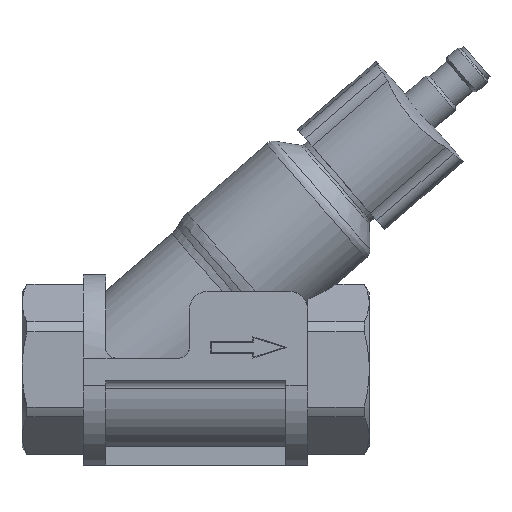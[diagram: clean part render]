
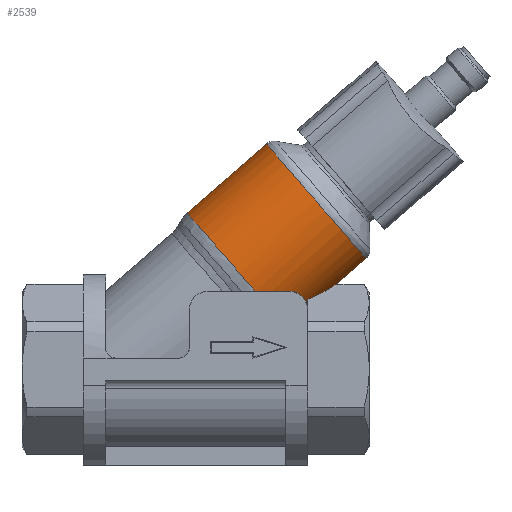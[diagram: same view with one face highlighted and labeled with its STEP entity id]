
A CAD part, top view. The second image highlights one B-rep face of the part: STEP entity #2539.
In plain terms, the highlighted cylindrical face has radius 20 mm (diameter 40 mm), a partial arc.
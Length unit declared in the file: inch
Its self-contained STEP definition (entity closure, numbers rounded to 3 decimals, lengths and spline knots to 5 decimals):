
#28 = CARTESIAN_POINT ( 'NONE',  ( 4.76295, 2.19012, 0. ) ) ;
#54 = EDGE_CURVE ( 'NONE', #3278, #3089, #4368, .T. ) ;
#56 = CARTESIAN_POINT ( 'NONE',  ( 3.18238, 0.82877, 0.15508 ) ) ;
#76 = CARTESIAN_POINT ( 'NONE',  ( 3.72978, 3.37864, 0. ) ) ;
#109 = CARTESIAN_POINT ( 'NONE',  ( 2.81475, 0.80567, 0.55955 ) ) ;
#214 = CARTESIAN_POINT ( 'NONE',  ( 2.76772, 0.81102, 0.59195 ) ) ;
#224 = EDGE_CURVE ( 'NONE', #850, #3261, #5027, .T. ) ;
#242 =( BOUNDED_CURVE ( )  B_SPLINE_CURVE ( 3, ( #3879, #1124, #2553, #3479 ),
 .UNSPECIFIED., .F., .T. ) 
 B_SPLINE_CURVE_WITH_KNOTS ( ( 4, 4 ),
 ( 5.09129, 5.43243 ),
 .UNSPECIFIED. ) 
 CURVE ( )  GEOMETRIC_REPRESENTATION_ITEM ( )  RATIONAL_B_SPLINE_CURVE ( ( 1., 0.99, 0.99, 1. ) ) 
 REPRESENTATION_ITEM ( '' )  );
#255 = CARTESIAN_POINT ( 'NONE',  ( 2.76772, 0.81102, 0.59195 ) ) ;
#264 = CARTESIAN_POINT ( 'NONE',  ( 1.71257, 1.6251, 0. ) ) ;
#282 = ORIENTED_EDGE ( 'NONE', *, *, #2017, .T. ) ;
#442 = LINE ( 'NONE', #28, #2887 ) ;
#554 = CARTESIAN_POINT ( 'NONE',  ( 2.96418, 0.62647, 0. ) ) ;
#603 = CARTESIAN_POINT ( 'NONE',  ( 2.95842, 0.66395, 0.22418 ) ) ;
#723 = CARTESIAN_POINT ( 'NONE',  ( 2.96457, 0.62681, 0. ) ) ;
#727 = ORIENTED_EDGE ( 'NONE', *, *, #2277, .T. ) ;
#850 = VERTEX_POINT ( 'NONE', #5379 ) ;
#879 = DIRECTION ( 'NONE',  ( -0.755, -0.656, 0. ) ) ;
#974 = EDGE_LOOP ( 'NONE', ( #5000, #2928, #727, #282, #4104, #4917, #3197, #1290, #1007, #4182 ) ) ;
#983 = CARTESIAN_POINT ( 'NONE',  ( 2.79223, 0.80983, 0.57674 ) ) ;
#1007 = ORIENTED_EDGE ( 'NONE', *, *, #2588, .T. ) ;
#1038 = CARTESIAN_POINT ( 'NONE',  ( 2.954, 0.678, 0.26436 ) ) ;
#1124 = CARTESIAN_POINT ( 'NONE',  ( 2.54765, 0.81102, 0.69827 ) ) ;
#1221 = CARTESIAN_POINT ( 'NONE',  ( 3.26253, 0.88583, 0. ) ) ;
#1290 = ORIENTED_EDGE ( 'NONE', *, *, #4413, .F. ) ;
#1397 = CARTESIAN_POINT ( 'NONE',  ( 3.25675, 0.88381, 0.05975 ) ) ;
#1432 = CARTESIAN_POINT ( 'NONE',  ( 2.94564, 0.69863, 0.3173 ) ) ;
#1462 = VERTEX_POINT ( 'NONE', #3428 ) ;
#1480 = LINE ( 'NONE', #76, #5335 ) ;
#1627 = CARTESIAN_POINT ( 'NONE',  ( 2.22915, 1.03084, 0. ) ) ;
#1752 = AXIS2_PLACEMENT_3D ( 'NONE', #1627, #2943, #2049 ) ;
#1864 = DIRECTION ( 'NONE',  ( 0.755, 0.656, 0. ) ) ;
#1899 = CARTESIAN_POINT ( 'NONE',  ( 2.94807, 0.69326, 0.30415 ) ) ;
#1964 = CARTESIAN_POINT ( 'NONE',  ( 4.24637, 2.78438, 0. ) ) ;
#1994 = EDGE_CURVE ( 'NONE', #2360, #850, #442, .T. ) ;
#2010 = CARTESIAN_POINT ( 'NONE',  ( 2.93006, 0.72648, 0.38125 ) ) ;
#2017 = EDGE_CURVE ( 'NONE', #5599, #5239, #3526, .T. ) ;
#2049 = DIRECTION ( 'NONE',  ( -0.656, 0.755, 0. ) ) ;
#2159 = DIRECTION ( 'NONE',  ( 0.755, 0.656, 0. ) ) ;
#2189 = CARTESIAN_POINT ( 'NONE',  ( 4.76295, 2.19012, 0. ) ) ;
#2277 = EDGE_CURVE ( 'NONE', #3089, #5599, #4270, .T. ) ;
#2360 = VERTEX_POINT ( 'NONE', #1221 ) ;
#2377 = CARTESIAN_POINT ( 'NONE',  ( 2.91619, 0.74363, 0.41792 ) ) ;
#2380 = FACE_OUTER_BOUND ( 'NONE', #974, .T. ) ;
#2459 = CARTESIAN_POINT ( 'NONE',  ( 2.95225, 0.68294, 0.27767 ) ) ;
#2499 = CARTESIAN_POINT ( 'NONE',  ( 2.96457, 0.62681, 0.11595 ) ) ;
#2539 = ADVANCED_FACE ( 'NONE', ( #2380 ), #2857, .T. ) ;
#2553 = CARTESIAN_POINT ( 'NONE',  ( 2.66461, 0.81102, 0.65128 ) ) ;
#2588 = EDGE_CURVE ( 'NONE', #3345, #1462, #3560, .T. ) ;
#2715 = DIRECTION ( 'NONE',  ( 0.755, 0.656, 0. ) ) ;
#2798 = CARTESIAN_POINT ( 'NONE',  ( 2.96276, 0.64168, 0.14207 ) ) ;
#2853 = CARTESIAN_POINT ( 'NONE',  ( 2.78034, 0.81102, 0.58469 ) ) ;
#2857 = CYLINDRICAL_SURFACE ( 'NONE', #3370, 0.7874 ) ;
#2887 = VECTOR ( 'NONE', #2715, 39.37008 ) ;
#2911 = CARTESIAN_POINT ( 'NONE',  ( 2.89948, 0.76064, 0.45372 ) ) ;
#2928 = ORIENTED_EDGE ( 'NONE', *, *, #54, .T. ) ;
#2943 = DIRECTION ( 'NONE',  ( 0.755, 0.656, 0. ) ) ;
#3089 = VERTEX_POINT ( 'NONE', #4775 ) ;
#3141 = DIRECTION ( 'NONE',  ( -0.656, 0.755, 0. ) ) ;
#3143 = B_SPLINE_CURVE_WITH_KNOTS ( 'NONE', 3,
 ( #1397, #5492, #5047, #4224 ),
 .UNSPECIFIED., .F., .F.,
 ( 4, 4 ),
 ( 0., 0.00152 ),
 .UNSPECIFIED. ) ;
#3147 = CARTESIAN_POINT ( 'NONE',  ( 3.25675, 0.88381, 0.05975 ) ) ;
#3197 = ORIENTED_EDGE ( 'NONE', *, *, #224, .T. ) ;
#3261 = VERTEX_POINT ( 'NONE', #5567 ) ;
#3271 = CARTESIAN_POINT ( 'NONE',  ( 2.85532, 0.79173, 0.52072 ) ) ;
#3278 = VERTEX_POINT ( 'NONE', #4184 ) ;
#3326 = DIRECTION ( 'NONE',  ( -0.656, 0.755, 0. ) ) ;
#3345 = VERTEX_POINT ( 'NONE', #264 ) ;
#3370 = AXIS2_PLACEMENT_3D ( 'NONE', #1964, #4179, #3326 ) ;
#3395 = CARTESIAN_POINT ( 'NONE',  ( 2.96457, 0.7254, 0.33412 ) ) ;
#3428 = CARTESIAN_POINT ( 'NONE',  ( 2.42023, 0.81102, 0.73155 ) ) ;
#3479 = CARTESIAN_POINT ( 'NONE',  ( 2.76772, 0.81102, 0.59195 ) ) ;
#3526 =( BOUNDED_CURVE ( )  B_SPLINE_CURVE ( 3, ( #3605, #5357, #56, #4097 ),
 .UNSPECIFIED., .F., .T. ) 
 B_SPLINE_CURVE_WITH_KNOTS ( ( 4, 4 ),
 ( 5.19192, 5.5542 ),
 .UNSPECIFIED. ) 
 CURVE ( )  GEOMETRIC_REPRESENTATION_ITEM ( )  RATIONAL_B_SPLINE_CURVE ( ( 1., 0.989, 0.989, 1. ) ) 
 REPRESENTATION_ITEM ( '' )  );
#3560 = CIRCLE ( 'NONE', #1752, 0.7874 ) ;
#3605 = CARTESIAN_POINT ( 'NONE',  ( 2.96457, 0.7254, 0.33412 ) ) ;
#3709 = CARTESIAN_POINT ( 'NONE',  ( 3.05193, 1.74607, 0. ) ) ;
#3726 = VERTEX_POINT ( 'NONE', #255 ) ;
#3737 = EDGE_CURVE ( 'NONE', #1462, #3726, #242, .T. ) ;
#3746 = CARTESIAN_POINT ( 'NONE',  ( 2.96338, 0.63611, 0.11418 ) ) ;
#3809 = AXIS2_PLACEMENT_3D ( 'NONE', #3709, #879, #3141 ) ;
#3879 = CARTESIAN_POINT ( 'NONE',  ( 2.42023, 0.81102, 0.73155 ) ) ;
#3913 = CARTESIAN_POINT ( 'NONE',  ( 2.96457, 0.6602, 0.22913 ) ) ;
#4089 = VECTOR ( 'NONE', #2159, 39.37008 ) ;
#4097 = CARTESIAN_POINT ( 'NONE',  ( 3.25675, 0.88381, 0.05975 ) ) ;
#4104 = ORIENTED_EDGE ( 'NONE', *, *, #4403, .T. ) ;
#4176 = CARTESIAN_POINT ( 'NONE',  ( 2.87189, 0.78213, 0.49948 ) ) ;
#4179 = DIRECTION ( 'NONE',  ( 0.755, 0.656, 0. ) ) ;
#4182 = ORIENTED_EDGE ( 'NONE', *, *, #3737, .T. ) ;
#4184 = CARTESIAN_POINT ( 'NONE',  ( 2.96418, 0.62647, 0. ) ) ;
#4224 = CARTESIAN_POINT ( 'NONE',  ( 3.26253, 0.88583, 0. ) ) ;
#4257 = CARTESIAN_POINT ( 'NONE',  ( 2.96408, 0.62849, 0.05749 ) ) ;
#4270 =( BOUNDED_CURVE ( )  B_SPLINE_CURVE ( 3, ( #723, #2499, #3913, #3395 ),
 .UNSPECIFIED., .F., .T. ) 
 B_SPLINE_CURVE_WITH_KNOTS ( ( 4, 4 ),
 ( 3.14159, 3.57982 ),
 .UNSPECIFIED. ) 
 CURVE ( )  GEOMETRIC_REPRESENTATION_ITEM ( )  RATIONAL_B_SPLINE_CURVE ( ( 1., 0.984, 0.984, 1. ) ) 
 REPRESENTATION_ITEM ( '' )  );
#4367 = CARTESIAN_POINT ( 'NONE',  ( 2.96457, 0.7254, 0.33412 ) ) ;
#4368 = LINE ( 'NONE', #2189, #4089 ) ;
#4403 = EDGE_CURVE ( 'NONE', #5239, #2360, #3143, .T. ) ;
#4413 = EDGE_CURVE ( 'NONE', #3345, #3261, #1480, .T. ) ;
#4592 = CARTESIAN_POINT ( 'NONE',  ( 2.96418, 0.62647, 0.02852 ) ) ;
#4701 = CARTESIAN_POINT ( 'NONE',  ( 2.91104, 0.74935, 0.42997 ) ) ;
#4775 = CARTESIAN_POINT ( 'NONE',  ( 2.96457, 0.62681, 0. ) ) ;
#4917 = ORIENTED_EDGE ( 'NONE', *, *, #1994, .T. ) ;
#5000 = ORIENTED_EDGE ( 'NONE', *, *, #5064, .T. ) ;
#5027 = CIRCLE ( 'NONE', #3809, 0.7874 ) ;
#5047 = CARTESIAN_POINT ( 'NONE',  ( 3.26253, 0.88583, 0.01999 ) ) ;
#5058 = CARTESIAN_POINT ( 'NONE',  ( 2.96029, 0.6556, 0.19707 ) ) ;
#5064 = EDGE_CURVE ( 'NONE', #3726, #3278, #5104, .T. ) ;
#5104 = B_SPLINE_CURVE_WITH_KNOTS ( 'NONE', 3,
 ( #214, #2853, #983, #109, #5556, #3271, #4176, #5137, #2911, #4701, #2377, #2010, #5475, #1432, #1899, #2459, #1038, #603, #5058, #2798, #3746, #4257, #4592, #554 ),
 .UNSPECIFIED., .F., .F.,
 ( 4, 2, 2, 2, 2, 2, 2, 2, 2, 2, 2, 4 ),
 ( 0., 0.00109, 0.00218, 0.00436, 0.00545, 0.00654, 0.00873, 0.00982, 0.01091, 0.01309, 0.01527, 0.01745 ),
 .UNSPECIFIED. ) ;
#5137 = CARTESIAN_POINT ( 'NONE',  ( 2.89304, 0.76623, 0.46547 ) ) ;
#5239 = VERTEX_POINT ( 'NONE', #3147 ) ;
#5335 = VECTOR ( 'NONE', #1864, 39.37008 ) ;
#5357 = CARTESIAN_POINT ( 'NONE',  ( 3.08391, 0.77538, 0.24755 ) ) ;
#5379 = CARTESIAN_POINT ( 'NONE',  ( 3.56852, 1.15181, 0. ) ) ;
#5475 = CARTESIAN_POINT ( 'NONE',  ( 2.9372, 0.71505, 0.3561 ) ) ;
#5492 = CARTESIAN_POINT ( 'NONE',  ( 3.2606, 0.88515, 0.0399 ) ) ;
#5556 = CARTESIAN_POINT ( 'NONE',  ( 2.8254, 0.80268, 0.55028 ) ) ;
#5567 = CARTESIAN_POINT ( 'NONE',  ( 2.53535, 2.34033, 0. ) ) ;
#5599 = VERTEX_POINT ( 'NONE', #4367 ) ;
